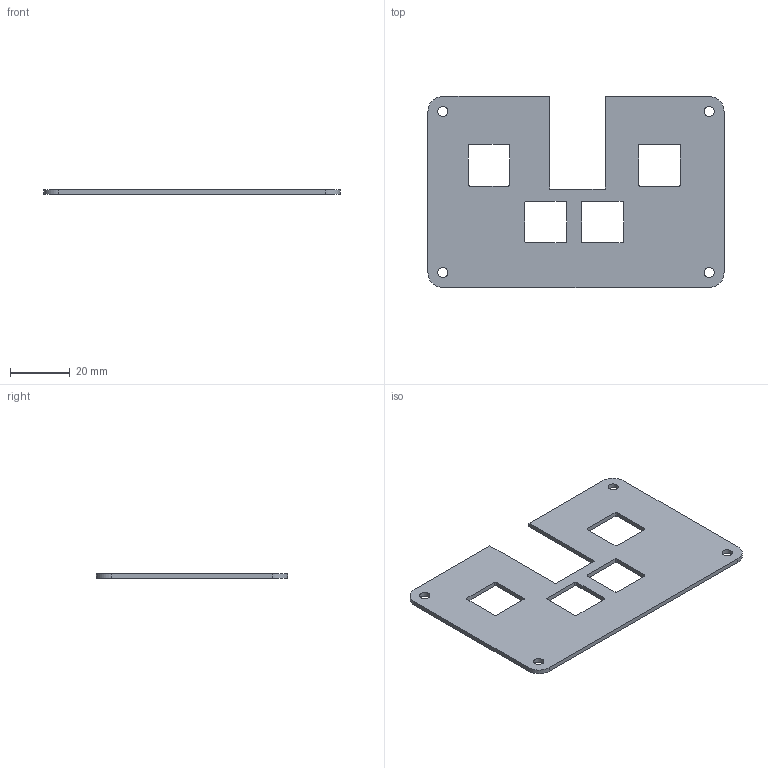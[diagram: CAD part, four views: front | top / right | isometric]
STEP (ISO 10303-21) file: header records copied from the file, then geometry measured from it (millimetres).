
FILE_DESCRIPTION(/* description */ (''),/* implementation_level */ '2;1');
FILE_NAME(/* name */ 'coolest board evr Top.step',/* time_stamp */ '2025-06-06T16:21:13-07:00',/* author */ (''),/* organization */ (''),/* preprocessor_version */ 'ST-DEVELOPER v20.1',/* originating_system */ 'Autodesk Translation Framework v14.10.0.0',/* authorisation */ '');
FILE_SCHEMA (('AUTOMOTIVE_DESIGN { 1 0 10303 214 3 1 1 }'));
Length unit declared in the file: millimetre
Products named in the file (1): coolest board evr Top
Bounding box: 99.21 x 64 x 1.5 mm (x, y, z)
Volume: 7399.7 mm3; surface area: 10856.3 mm2
Topology: 1 solids, 1 shells, 355 faces, 990 edges, 660 vertices
Faces by surface type: bspline 223, plane 108, cylinder 24
Full cylindrical faces by diameter (mm): 3.4 x4
Entity records: 13487 total; most frequent: CARTESIAN_POINT 5797, ORIENTED_EDGE 1980, EDGE_CURVE 990, DIRECTION 858, VERTEX_POINT 660, LINE 496, VECTOR 496, B_SPLINE_CURVE_WITH_KNOTS 446
